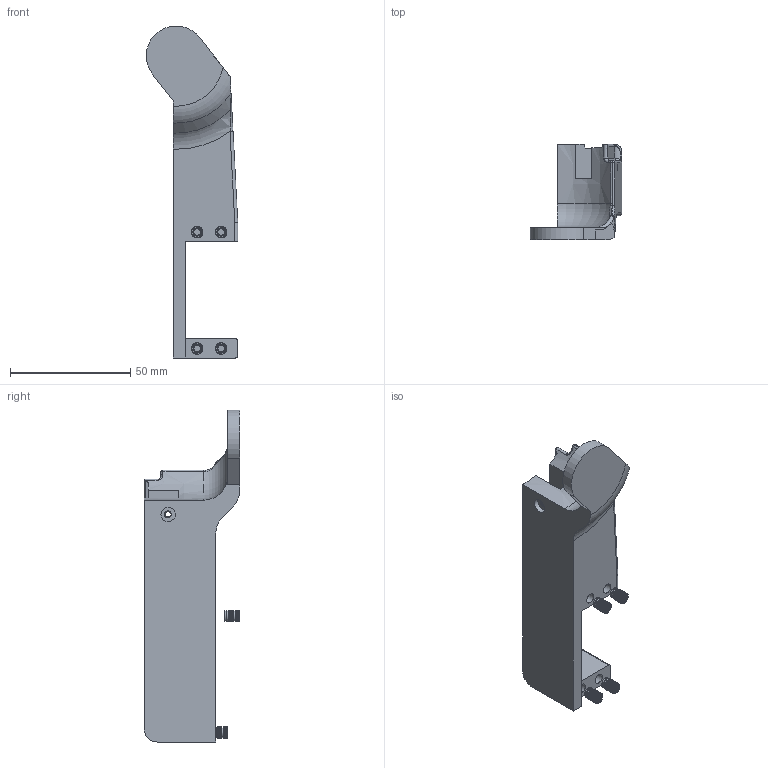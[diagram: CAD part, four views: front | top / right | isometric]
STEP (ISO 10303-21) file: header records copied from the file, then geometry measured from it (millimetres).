
FILE_DESCRIPTION(/* description */ (''),/* implementation_level */ '2;1');
FILE_NAME(/* name */ 'Left_MidLimb.step',/* time_stamp */ '2021-12-09T08:48:26-08:00',/* author */ (''),/* organization */ (''),/* preprocessor_version */ 'ST-DEVELOPER v18.1',/* originating_system */ 'Autodesk Translation Framework v10.10.0.1391',/* authorisation */ '');
FILE_SCHEMA (('AUTOMOTIVE_DESIGN { 1 0 10303 214 3 1 1 }'));
Length unit declared in the file: millimetre
Products named in the file (2): Left_MidLimb; F1-B-M3-Heatfit v1
Assembly tree (5 placements, depth 2):
  Left_MidLimb
    F1-B-M3-Heatfit v1  x5
Bounding box: 38.1 x 39.8 x 138.27 mm (x, y, z)
Volume: 55816.6 mm3; surface area: 17486.8 mm2
Topology: 6 solids, 6 shells, 898 faces, 2560 edges, 1695 vertices
Faces by surface type: bspline 428, cylinder 374, plane 61, cone 27, torus 6, sphere 2
Full cylindrical faces by diameter (mm): 2.529 x15, 2.82 x55, 3.086 x9, 4.133 x5, 4.148 x5, 4.2 x5, 4.443 x5, 6 x1
Entity records: 18053 total; most frequent: CARTESIAN_POINT 11154, ORIENTED_EDGE 1712, DIRECTION 1075, EDGE_CURVE 856, VERTEX_POINT 563, AXIS2_PLACEMENT_3D 385, EDGE_LOOP 321, FACE_OUTER_BOUND 306
